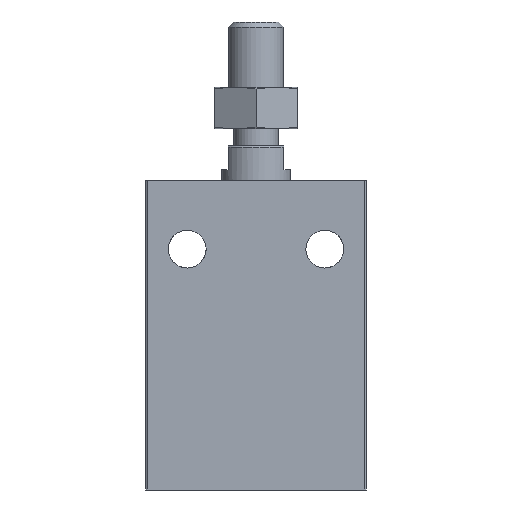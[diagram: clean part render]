
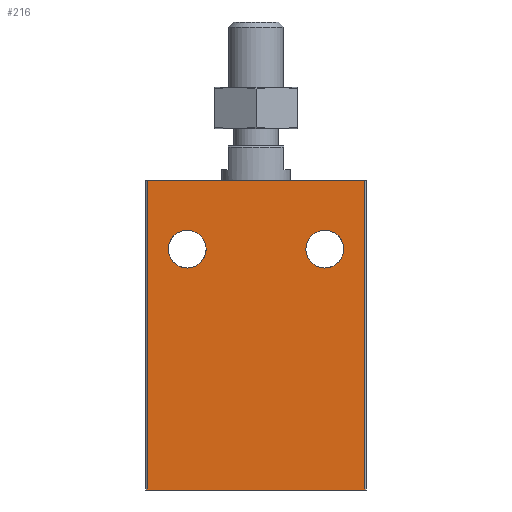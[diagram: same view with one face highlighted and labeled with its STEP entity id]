
A CAD part, front view. The second image highlights one B-rep face of the part: STEP entity #216.
In plain terms, the highlighted planar face has unit normal (0, -1, 0).
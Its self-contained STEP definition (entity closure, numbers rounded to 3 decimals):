
#216 = ADVANCED_FACE( '', ( #373, #374, #375 ), #376, .T. );
#373 = FACE_BOUND( '', #713, .T. );
#374 = FACE_BOUND( '', #714, .T. );
#375 = FACE_OUTER_BOUND( '', #715, .T. );
#376 = PLANE( '', #716 );
#713 = EDGE_LOOP( '', ( #1117 ) );
#714 = EDGE_LOOP( '', ( #1118 ) );
#715 = EDGE_LOOP( '', ( #1119, #1120, #1121, #1122 ) );
#716 = AXIS2_PLACEMENT_3D( '', #1123, #1124, #1125 );
#1117 = ORIENTED_EDGE( '', *, *, #2152, .F. );
#1118 = ORIENTED_EDGE( '', *, *, #2099, .F. );
#1119 = ORIENTED_EDGE( '', *, *, #2153, .F. );
#1120 = ORIENTED_EDGE( '', *, *, #2154, .F. );
#1121 = ORIENTED_EDGE( '', *, *, #2155, .T. );
#1122 = ORIENTED_EDGE( '', *, *, #2150, .T. );
#1123 = CARTESIAN_POINT( '', ( -15.8, -25., -45. ) );
#1124 = DIRECTION( '', ( 0., -1., 0. ) );
#1125 = DIRECTION( '', ( 0., 0., -1. ) );
#2099 = EDGE_CURVE( '', #2423, #2423, #2424, .T. );
#2150 = EDGE_CURVE( '', #2521, #2519, #2522, .T. );
#2152 = EDGE_CURVE( '', #2524, #2524, #2525, .T. );
#2153 = EDGE_CURVE( '', #2526, #2519, #2527, .T. );
#2154 = EDGE_CURVE( '', #2528, #2526, #2529, .T. );
#2155 = EDGE_CURVE( '', #2528, #2521, #2530, .T. );
#2423 = VERTEX_POINT( '', #2975 );
#2424 = CIRCLE( '', #2976, 2.75 );
#2519 = VERTEX_POINT( '', #3408 );
#2521 = VERTEX_POINT( '', #3410 );
#2522 = LINE( '', #3411, #3412 );
#2524 = VERTEX_POINT( '', #3414 );
#2525 = CIRCLE( '', #3415, 2.75 );
#2526 = VERTEX_POINT( '', #3416 );
#2527 = LINE( '', #3417, #3418 );
#2528 = VERTEX_POINT( '', #3419 );
#2529 = LINE( '', #3420, #3421 );
#2530 = LINE( '', #3422, #3423 );
#2975 = CARTESIAN_POINT( '', ( 10., -25., -12.75 ) );
#2976 = AXIS2_PLACEMENT_3D( '', #4697, #4698, #4699 );
#3408 = CARTESIAN_POINT( '', ( 15.8, -25., 0. ) );
#3410 = CARTESIAN_POINT( '', ( 15.8, -25., -45. ) );
#3411 = CARTESIAN_POINT( '', ( 15.8, -25., -45. ) );
#3412 = VECTOR( '', #4755, 1000. );
#3414 = CARTESIAN_POINT( '', ( -10., -25., -12.75 ) );
#3415 = AXIS2_PLACEMENT_3D( '', #4759, #4760, #4761 );
#3416 = CARTESIAN_POINT( '', ( -15.8, -25., 0. ) );
#3417 = CARTESIAN_POINT( '', ( -15.8, -25., 0. ) );
#3418 = VECTOR( '', #4762, 1000. );
#3419 = CARTESIAN_POINT( '', ( -15.8, -25., -45. ) );
#3420 = CARTESIAN_POINT( '', ( -15.8, -25., -45. ) );
#3421 = VECTOR( '', #4763, 1000. );
#3422 = CARTESIAN_POINT( '', ( -15.8, -25., -45. ) );
#3423 = VECTOR( '', #4764, 1000. );
#4697 = CARTESIAN_POINT( '', ( 10., -25., -10. ) );
#4698 = DIRECTION( '', ( 0., -1., 0. ) );
#4699 = DIRECTION( '', ( 0., 0., -1. ) );
#4755 = DIRECTION( '', ( 0., 0., 1. ) );
#4759 = CARTESIAN_POINT( '', ( -10., -25., -10. ) );
#4760 = DIRECTION( '', ( 0., -1., 0. ) );
#4761 = DIRECTION( '', ( 0., 0., -1. ) );
#4762 = DIRECTION( '', ( 1., 0., 0. ) );
#4763 = DIRECTION( '', ( 0., 0., 1. ) );
#4764 = DIRECTION( '', ( 1., 0., 0. ) );
